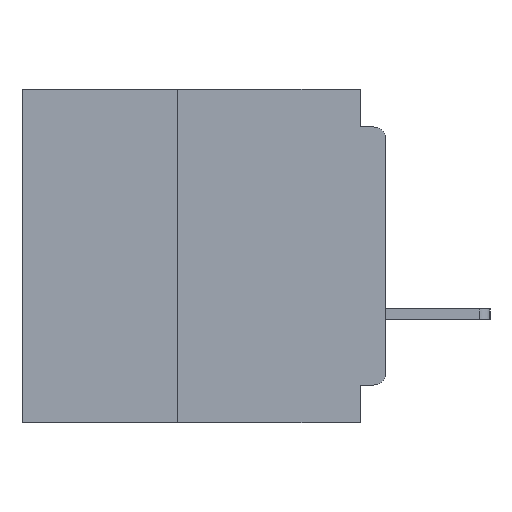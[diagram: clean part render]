
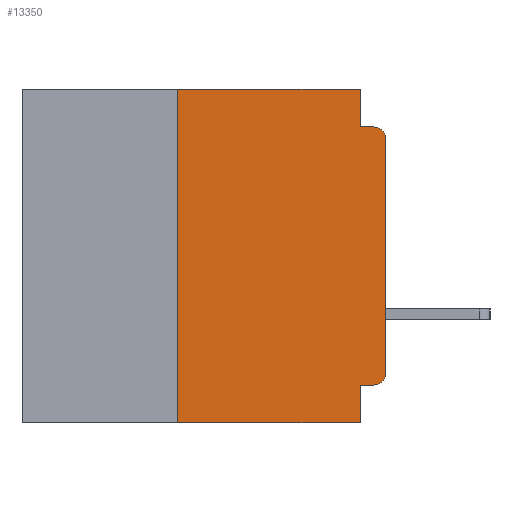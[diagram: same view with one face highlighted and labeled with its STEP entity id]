
A CAD part, left-side view. The second image highlights one B-rep face of the part: STEP entity #13350.
In plain terms, the highlighted planar face has unit normal (-1, 0, 0).
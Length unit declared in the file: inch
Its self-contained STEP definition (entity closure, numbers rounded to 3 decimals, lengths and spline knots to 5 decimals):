
#416 = CIRCLE ( 'NONE', #15966, 0.015 ) ;
#1199 = CARTESIAN_POINT ( 'NONE',  ( 0., 0.437, -0.4 ) ) ;
#1886 = DIRECTION ( 'NONE',  ( -1., 0., 0. ) ) ;
#2871 = EDGE_CURVE ( 'NONE', #43639, #50986, #21674, .T. ) ;
#4651 = EDGE_CURVE ( 'NONE', #46921, #40827, #6419, .T. ) ;
#4752 = VECTOR ( 'NONE', #37560, 39.37008 ) ;
#6419 = LINE ( 'NONE', #29150, #41233 ) ;
#6425 = DIRECTION ( 'NONE',  ( 1., 0., 0. ) ) ;
#6681 = EDGE_CURVE ( 'NONE', #44056, #50986, #58701, .T. ) ;
#6698 = VERTEX_POINT ( 'NONE', #11214 ) ;
#7488 = DIRECTION ( 'NONE',  ( 0., 0., -1. ) ) ;
#7568 = CARTESIAN_POINT ( 'NONE',  ( 0., 0.031, -0.355 ) ) ;
#9500 = ORIENTED_EDGE ( 'NONE', *, *, #30753, .T. ) ;
#10489 = DIRECTION ( 'NONE',  ( -1., 0., 0. ) ) ;
#11036 = CARTESIAN_POINT ( 'NONE',  ( 0., 0., 0. ) ) ;
#11214 = CARTESIAN_POINT ( 'NONE',  ( 0., 0.031, -0.4 ) ) ;
#11744 = VERTEX_POINT ( 'NONE', #34468 ) ;
#11837 = LINE ( 'NONE', #11888, #34585 ) ;
#11888 = CARTESIAN_POINT ( 'NONE',  ( 0., 0.031, -0.4 ) ) ;
#12489 = ORIENTED_EDGE ( 'NONE', *, *, #45247, .T. ) ;
#13350 = ADVANCED_FACE ( 'NONE', ( #15190 ), #56241, .F. ) ;
#13408 = DIRECTION ( 'NONE',  ( 0., 0., -1. ) ) ;
#14172 = EDGE_CURVE ( 'NONE', #24301, #46921, #42023, .T. ) ;
#14210 = VECTOR ( 'NONE', #52055, 39.37008 ) ;
#14600 = CARTESIAN_POINT ( 'NONE',  ( 0., 0.015, -0.045 ) ) ;
#15190 = FACE_OUTER_BOUND ( 'NONE', #24968, .T. ) ;
#15966 = AXIS2_PLACEMENT_3D ( 'NONE', #37689, #10489, #42240 ) ;
#16068 = EDGE_CURVE ( 'NONE', #40827, #44056, #42949, .T. ) ;
#17116 = ORIENTED_EDGE ( 'NONE', *, *, #49400, .F. ) ;
#17456 = DIRECTION ( 'NONE',  ( 0., 0., 1. ) ) ;
#18856 = VECTOR ( 'NONE', #13408, 39.37008 ) ;
#20258 = DIRECTION ( 'NONE',  ( 0., -1., 0. ) ) ;
#20414 = CARTESIAN_POINT ( 'NONE',  ( 0., 0., -0.355 ) ) ;
#21015 = CARTESIAN_POINT ( 'NONE',  ( 0., 0., -0.06 ) ) ;
#21674 = CIRCLE ( 'NONE', #58806, 0.015 ) ;
#22575 = VECTOR ( 'NONE', #29286, 39.37008 ) ;
#24301 = VERTEX_POINT ( 'NONE', #54503 ) ;
#24968 = EDGE_LOOP ( 'NONE', ( #12489, #32560, #45896, #35862, #41743, #38058, #9500, #55140, #17116, #50538 ) ) ;
#26898 = CARTESIAN_POINT ( 'NONE',  ( 0., 0.031, 0. ) ) ;
#27144 = VECTOR ( 'NONE', #17456, 39.37008 ) ;
#29103 = DIRECTION ( 'NONE',  ( 0., 0., 1. ) ) ;
#29110 = CARTESIAN_POINT ( 'NONE',  ( 0., 0.437, 0. ) ) ;
#29137 = CARTESIAN_POINT ( 'NONE',  ( 0., 0.015, -0.06 ) ) ;
#29150 = CARTESIAN_POINT ( 'NONE',  ( 0., 0.437, 0. ) ) ;
#29286 = DIRECTION ( 'NONE',  ( 0., -1., 0. ) ) ;
#30753 = EDGE_CURVE ( 'NONE', #24301, #6698, #51603, .T. ) ;
#31132 = CARTESIAN_POINT ( 'NONE',  ( 0., 0.25, -0.4 ) ) ;
#32560 = ORIENTED_EDGE ( 'NONE', *, *, #2871, .T. ) ;
#33058 = CARTESIAN_POINT ( 'NONE',  ( 0., 0.031, -0.045 ) ) ;
#33721 = DIRECTION ( 'NONE',  ( 0., 0., -1. ) ) ;
#34468 = CARTESIAN_POINT ( 'NONE',  ( 0., 0.015, -0.355 ) ) ;
#34585 = VECTOR ( 'NONE', #7488, 39.37008 ) ;
#35862 = ORIENTED_EDGE ( 'NONE', *, *, #16068, .F. ) ;
#37560 = DIRECTION ( 'NONE',  ( 0., -1., 0. ) ) ;
#37647 = VERTEX_POINT ( 'NONE', #50613 ) ;
#37689 = CARTESIAN_POINT ( 'NONE',  ( 0., 0.015, -0.34 ) ) ;
#38058 = ORIENTED_EDGE ( 'NONE', *, *, #14172, .F. ) ;
#38212 = DIRECTION ( 'NONE',  ( 0., 0., -1. ) ) ;
#40558 = CARTESIAN_POINT ( 'NONE',  ( 0., 0.031, 0. ) ) ;
#40827 = VERTEX_POINT ( 'NONE', #26898 ) ;
#41233 = VECTOR ( 'NONE', #20258, 39.37008 ) ;
#41743 = ORIENTED_EDGE ( 'NONE', *, *, #4651, .F. ) ;
#42023 = LINE ( 'NONE', #31132, #27144 ) ;
#42240 = DIRECTION ( 'NONE',  ( 0., 0., -1. ) ) ;
#42949 = LINE ( 'NONE', #40558, #18856 ) ;
#43639 = VERTEX_POINT ( 'NONE', #21015 ) ;
#44056 = VERTEX_POINT ( 'NONE', #33058 ) ;
#45247 = EDGE_CURVE ( 'NONE', #37647, #43639, #55893, .T. ) ;
#45727 = CARTESIAN_POINT ( 'NONE',  ( 0., 0.25, 0. ) ) ;
#45896 = ORIENTED_EDGE ( 'NONE', *, *, #6681, .F. ) ;
#46921 = VERTEX_POINT ( 'NONE', #45727 ) ;
#48237 = AXIS2_PLACEMENT_3D ( 'NONE', #29110, #6425, #38212 ) ;
#48281 = VERTEX_POINT ( 'NONE', #7568 ) ;
#48977 = LINE ( 'NONE', #20414, #14210 ) ;
#49400 = EDGE_CURVE ( 'NONE', #11744, #48281, #48977, .T. ) ;
#50538 = ORIENTED_EDGE ( 'NONE', *, *, #55296, .T. ) ;
#50613 = CARTESIAN_POINT ( 'NONE',  ( 0., 0., -0.34 ) ) ;
#50986 = VERTEX_POINT ( 'NONE', #14600 ) ;
#51603 = LINE ( 'NONE', #1199, #4752 ) ;
#51827 = CARTESIAN_POINT ( 'NONE',  ( 0., 0., -0.045 ) ) ;
#52055 = DIRECTION ( 'NONE',  ( 0., 1., 0. ) ) ;
#54503 = CARTESIAN_POINT ( 'NONE',  ( 0., 0.25, -0.4 ) ) ;
#55140 = ORIENTED_EDGE ( 'NONE', *, *, #55525, .F. ) ;
#55296 = EDGE_CURVE ( 'NONE', #11744, #37647, #416, .T. ) ;
#55525 = EDGE_CURVE ( 'NONE', #48281, #6698, #11837, .T. ) ;
#55893 = LINE ( 'NONE', #11036, #57340 ) ;
#56241 = PLANE ( 'NONE',  #48237 ) ;
#57340 = VECTOR ( 'NONE', #29103, 39.37008 ) ;
#58701 = LINE ( 'NONE', #51827, #22575 ) ;
#58806 = AXIS2_PLACEMENT_3D ( 'NONE', #29137, #1886, #33721 ) ;
